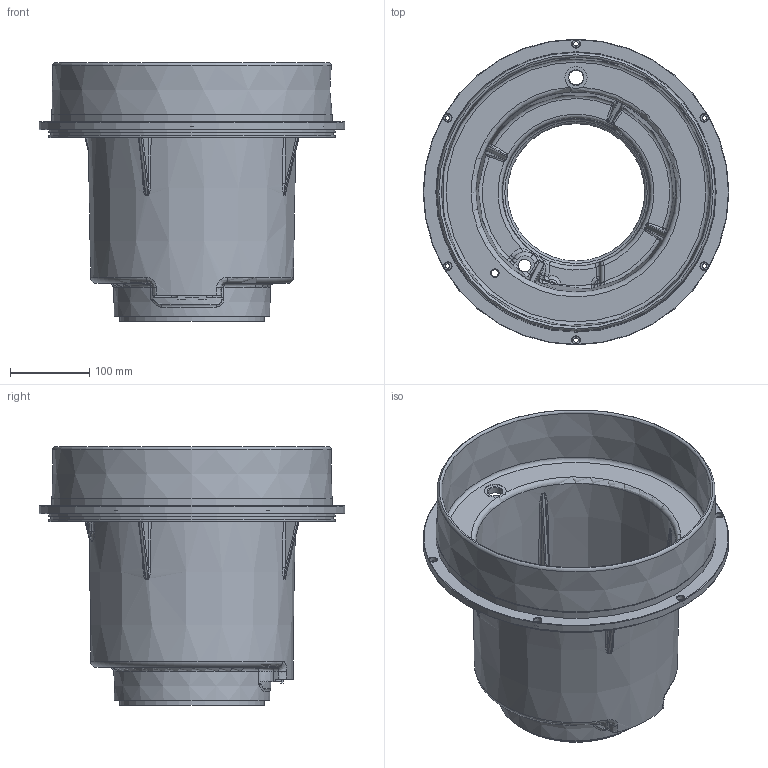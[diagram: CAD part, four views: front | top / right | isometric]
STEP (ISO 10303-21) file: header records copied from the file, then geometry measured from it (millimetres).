
FILE_DESCRIPTION(/* description */ (''),/* implementation_level */ '2;1');
FILE_NAME(/* name */ '930-1-01-3005_00.stp',/* time_stamp */ '2024-11-13T11:55:58+11:00',/* author */ (''),/* organization */ ('ANCA CNC Machines'),/* preprocessor_version */ 'ST-DEVELOPER v19.4',/* originating_system */ 'SIEMENS PLM Software NX2306.6001',/* authorisation */ '');
FILE_SCHEMA (('AUTOMOTIVE_DESIGN { 1 0 10303 214 3 1 1 1 }'));
Length unit declared in the file: millimetre
Products named in the file (1): 930-1-01-3005_objects
Bounding box: 386 x 386 x 327 mm (x, y, z)
Volume: 2462394.7 mm3; surface area: 752676.9 mm2
Topology: 1 solids, 1 shells, 378 faces, 923 edges, 545 vertices
Faces by surface type: bspline 139, cylinder 81, plane 68, cone 45, torus 36, sphere 9
Full cylindrical faces by diameter (mm): 2.5 x1, 3.3 x2, 4.2 x2, 5.5 x6, 6 x2, 8.8 x1, 10 x6, 16 x1, 18.5 x1, 21 x1, 21.5 x1, 28 x1, 183 x1, 354 x1, 357.2 x1, 361.4 x2, 386 x1
Entity records: 14469 total; most frequent: CARTESIAN_POINT 6266, ORIENTED_EDGE 1544, DIRECTION 1436, EDGE_CURVE 772, AXIS2_PLACEMENT_3D 655, VERTEX_POINT 494, EDGE_LOOP 489, ADVANCED_FACE 378
